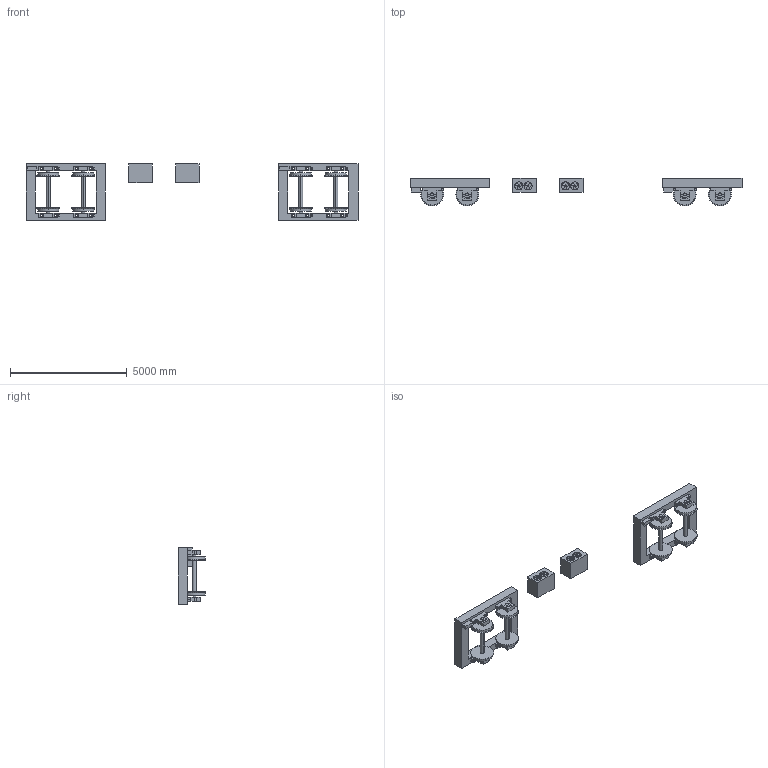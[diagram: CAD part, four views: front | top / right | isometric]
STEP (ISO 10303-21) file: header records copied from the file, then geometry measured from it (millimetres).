
FILE_DESCRIPTION (( 'STEP AP214' ), '1' );
FILE_NAME ('Trailer car TC (MBOM).STEP', '2022-01-04T16:01:25', ( '' ), ( '' ), 'SwSTEP 2.0', 'SolidWorks 2019', '' );
FILE_SCHEMA (( 'AUTOMOTIVE_DESIGN' ));
Length unit declared in the file: millimetre
Products named in the file (22): Bogie process GG; Bogie completion ZL; Electrical components LX; Lifting device of wheel set LT; Bogie composition ZZ-31594 (MBOM); Wheelset and axle box LZ-31582111 (MBOM); Cooling fan LN; Air conditioning unit KT-190143518; Relay JD; Equipment under vehicle CA; Bogie frame GJ; Evaporating fan ZF; Axle end accessories LF; Axle box temperature sensor WD; Bogie frame assembly GZ; Trailer car TC (MBOM); Bogie composition ZZ-31586 (MBOM); Bogie wiring PX; Wheelset LC; Bearing ZX-190128472; Wheelset and axle box LZ-3159219
Assembly tree (30 placements, depth 8):
  Trailer car TC (MBOM)
    Bogie composition ZZ-31586 (MBOM)
      Bogie wiring PX
        Bogie completion ZL
          Bogie frame assembly GZ
            Bogie process GG
              Bogie frame GJ
          Electrical components LX
            Wheelset and axle box LZ-31582111 (MBOM)
              Axle end accessories LF
                Wheelset LC
                Axle box temperature sensor WD  x2
                Bearing ZX-190128472  x2
            Wheelset and axle box LZ-3159219
          Lifting device of wheel set LT  x4
        Relay JD
    Bogie composition ZZ-31594 (MBOM)
    Equipment under vehicle CA
      Air conditioning unit KT-190143518
        Evaporating fan ZF
        Cooling fan LN  x2
      Air conditioning unit KT-190143518
        Evaporating fan ZF
        Cooling fan LN  x2
Bounding box: 14200 x 1189 x 2400 mm (x, y, z)
Volume: 4901587906.9 mm3; surface area: 72137783.5 mm2
Topology: 46 solids, 46 shells, 736 faces, 1756 edges, 1160 vertices
Faces by surface type: plane 368, cylinder 216, bspline 120, cone 32
Entity records: 22590 total; most frequent: CARTESIAN_POINT 5126, DIRECTION 2588, ORIENTED_EDGE 2540, EDGE_CURVE 1270, AXIS2_PLACEMENT_3D 890, VERTEX_POINT 836, LINE 808, VECTOR 808
